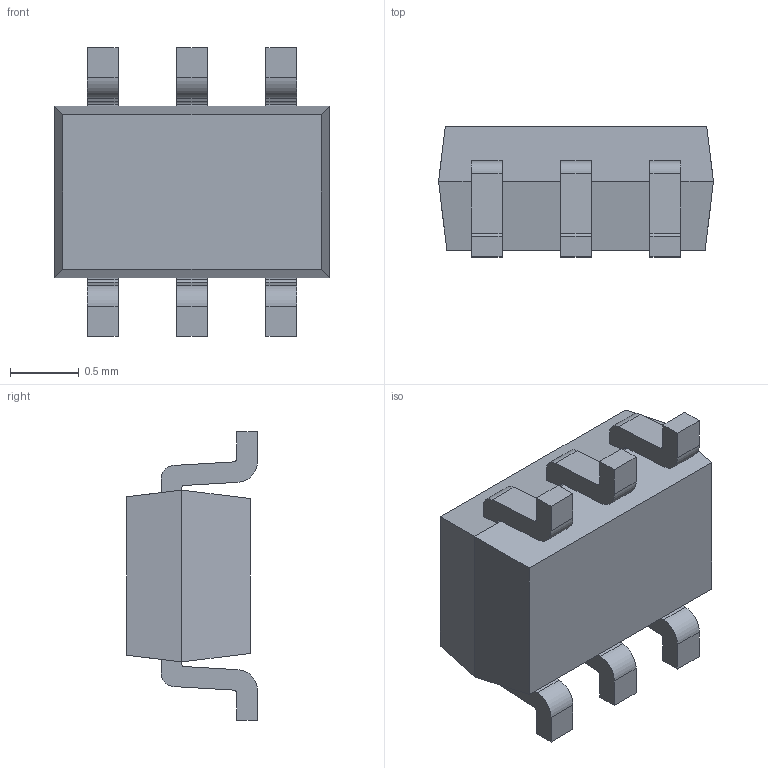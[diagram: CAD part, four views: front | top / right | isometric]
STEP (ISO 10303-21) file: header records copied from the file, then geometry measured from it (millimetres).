
FILE_DESCRIPTION (( 'STEP AP214' ), '1' );
FILE_NAME ('sc70_model.STEP', '2016-07-14T01:23:29', ( 'NgocHoang' ), ( '' ), 'SwSTEP 2.0', 'SolidWorks 2010', '' );
FILE_SCHEMA (( 'AUTOMOTIVE_DESIGN' ));
Length unit declared in the file: millimetre
Products named in the file (3): sc70_model; sc70_pin; SC70_0M65_2MX1M25X0M9_BODY
Assembly tree (7 placements, depth 2):
  sc70_model
    sc70_pin  x6
    SC70_0M65_2MX1M25X0M9_BODY
Bounding box: 2 x 0.95 x 2.1 mm (x, y, z)
Volume: 2.3 mm3; surface area: 16.2 mm2
Topology: 7 solids, 7 shells, 127 faces, 320 edges, 208 vertices
Faces by surface type: plane 101, cylinder 26
Entity records: 1964 total; most frequent: CARTESIAN_POINT 295, DIRECTION 286, ORIENTED_EDGE 280, EDGE_CURVE 140, VECTOR 128, LINE 128, VERTEX_POINT 88, AXIS2_PLACEMENT_3D 79
